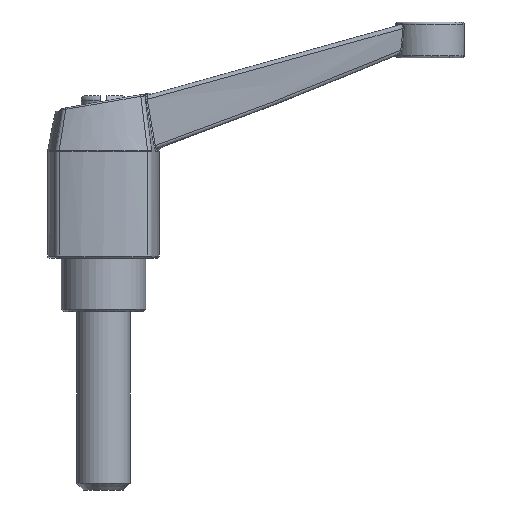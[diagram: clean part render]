
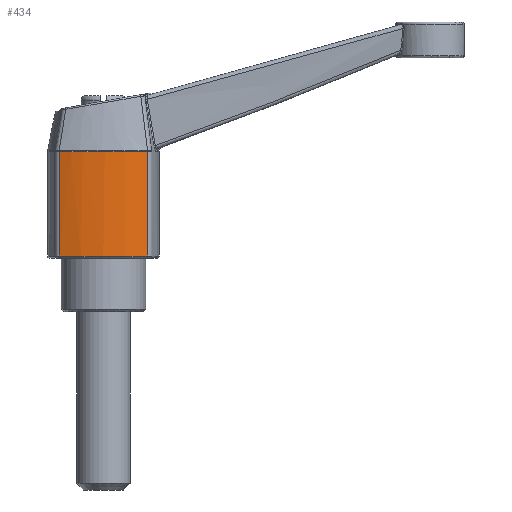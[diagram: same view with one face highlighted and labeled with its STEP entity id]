
A CAD part, front view. The second image highlights one B-rep face of the part: STEP entity #434.
In plain terms, the highlighted cylindrical face has radius 30.655 mm (diameter 61.31 mm), a partial arc.
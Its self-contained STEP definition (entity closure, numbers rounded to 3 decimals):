
#434 = ADVANCED_FACE( '', ( #889 ), #890, .T. );
#889 = FACE_OUTER_BOUND( '', #8205, .T. );
#890 = CYLINDRICAL_SURFACE( '', #8206, 30.655 );
#8205 = EDGE_LOOP( '', ( #9945, #9946, #9947, #9948 ) );
#8206 = AXIS2_PLACEMENT_3D( '', #9949, #9950, #9951 );
#9945 = ORIENTED_EDGE( '', *, *, #10249, .T. );
#9946 = ORIENTED_EDGE( '', *, *, #10082, .T. );
#9947 = ORIENTED_EDGE( '', *, *, #10123, .T. );
#9948 = ORIENTED_EDGE( '', *, *, #10116, .T. );
#9949 = CARTESIAN_POINT( '', ( 0., 18.155, 0. ) );
#9950 = DIRECTION( '', ( 0., 0., 1. ) );
#9951 = DIRECTION( '', ( -1., 0., 0. ) );
#10082 = EDGE_CURVE( '', #10578, #10583, #10585, .F. );
#10116 = EDGE_CURVE( '', #10628, #10640, #10642, .T. );
#10123 = EDGE_CURVE( '', #10583, #10628, #10653, .F. );
#10249 = EDGE_CURVE( '', #10640, #10578, #10864, .T. );
#10578 = VERTEX_POINT( '', #11304 );
#10583 = VERTEX_POINT( '', #11309 );
#10585 = CIRCLE( '', #11311, 30.655 );
#10628 = VERTEX_POINT( '', #11507 );
#10640 = VERTEX_POINT( '', #11651 );
#10642 = B_SPLINE_CURVE_WITH_KNOTS( '', 3, ( #11656, #11657, #11658, #11659, #11660, #11661, #11662, #11663, #11664, #11665, #11666, #11667, #11668, #11669, #11670, #11671, #11672, #11673, #11674, #11675, #11676, #11677, #11678, #11679, #11680, #11681, #11682, #11683, #11684, #11685, #11686, #11687, #11688, #11689, #11690, #11691, #11692, #11693, #11694, #11695, #11696, #11697, #11698, #11699 ), .UNSPECIFIED., .F., .F., ( 4, 2, 2, 1, 1, 2, 2, 2, 2, 1, 2, 2, 1, 1, 2, 2, 1, 2, 2, 1, 2, 2, 1, 2, 2, 4 ), ( 0., 0.001, 0.001, 0.003, 0.004, 0.005, 0.006, 0.007, 0.008, 0.009, 0.01, 0.01, 0.011, 0.011, 0.012, 0.012, 0.012, 0.013, 0.013, 0.014, 0.015, 0.016, 0.016, 0.018, 0.019, 0.02 ), .UNSPECIFIED. );
#10653 = LINE( '', #11726, #11727 );
#10864 = LINE( '', #12727, #12728 );
#11304 = CARTESIAN_POINT( '', ( -9.917, -10.851, 0.5 ) );
#11309 = CARTESIAN_POINT( '', ( 9.917, -10.851, 0.5 ) );
#11311 = AXIS2_PLACEMENT_3D( '', #15797, #15798, #15799 );
#11507 = CARTESIAN_POINT( '', ( 9.917, -10.851, 23.881 ) );
#11651 = CARTESIAN_POINT( '', ( -9.917, -10.851, 23.846 ) );
#11656 = CARTESIAN_POINT( '', ( 9.917, -10.851, 23.881 ) );
#11657 = CARTESIAN_POINT( '', ( 9.717, -10.92, 23.882 ) );
#11658 = CARTESIAN_POINT( '', ( 9.516, -10.986, 23.882 ) );
#11659 = CARTESIAN_POINT( '', ( 9.113, -11.115, 23.883 ) );
#11660 = CARTESIAN_POINT( '', ( 8.912, -11.177, 23.883 ) );
#11661 = CARTESIAN_POINT( '', ( 8.306, -11.356, 23.884 ) );
#11662 = CARTESIAN_POINT( '', ( 7.495, -11.578, 23.885 ) );
#11663 = CARTESIAN_POINT( '', ( 6.271, -11.861, 23.886 ) );
#11664 = CARTESIAN_POINT( '', ( 5.449, -12.015, 23.887 ) );
#11665 = CARTESIAN_POINT( '', ( 4.624, -12.152, 23.887 ) );
#11666 = CARTESIAN_POINT( '', ( 4.21, -12.212, 23.887 ) );
#11667 = CARTESIAN_POINT( '', ( 3.587, -12.29, 23.887 ) );
#11668 = CARTESIAN_POINT( '', ( 3.379, -12.314, 23.887 ) );
#11669 = CARTESIAN_POINT( '', ( 2.962, -12.357, 23.887 ) );
#11670 = CARTESIAN_POINT( '', ( 2.754, -12.377, 23.887 ) );
#11671 = CARTESIAN_POINT( '', ( 2.127, -12.429, 23.887 ) );
#11672 = CARTESIAN_POINT( '', ( 1.288, -12.482, 23.886 ) );
#11673 = CARTESIAN_POINT( '', ( 0.443, -12.5, 23.885 ) );
#11674 = CARTESIAN_POINT( '', ( -0.087, -12.5, 23.884 ) );
#11675 = CARTESIAN_POINT( '', ( -0.193, -12.5, 23.884 ) );
#11676 = CARTESIAN_POINT( '', ( -0.404, -12.498, 23.884 ) );
#11677 = CARTESIAN_POINT( '', ( -0.722, -12.493, 23.883 ) );
#11678 = CARTESIAN_POINT( '', ( -1.146, -12.48, 23.882 ) );
#11679 = CARTESIAN_POINT( '', ( -1.463, -12.465, 23.882 ) );
#11680 = CARTESIAN_POINT( '', ( -1.622, -12.457, 23.881 ) );
#11681 = CARTESIAN_POINT( '', ( -1.675, -12.454, 23.881 ) );
#11682 = CARTESIAN_POINT( '', ( -1.78, -12.448, 23.881 ) );
#11683 = CARTESIAN_POINT( '', ( -2.045, -12.433, 23.88 ) );
#11684 = CARTESIAN_POINT( '', ( -2.308, -12.414, 23.88 ) );
#11685 = CARTESIAN_POINT( '', ( -2.729, -12.379, 23.878 ) );
#11686 = CARTESIAN_POINT( '', ( -2.939, -12.359, 23.878 ) );
#11687 = CARTESIAN_POINT( '', ( -3.359, -12.316, 23.877 ) );
#11688 = CARTESIAN_POINT( '', ( -3.987, -12.245, 23.875 ) );
#11689 = CARTESIAN_POINT( '', ( -4.61, -12.154, 23.873 ) );
#11690 = CARTESIAN_POINT( '', ( -5.232, -12.051, 23.87 ) );
#11691 = CARTESIAN_POINT( '', ( -5.439, -12.014, 23.869 ) );
#11692 = CARTESIAN_POINT( '', ( -5.851, -11.937, 23.868 ) );
#11693 = CARTESIAN_POINT( '', ( -6.469, -11.815, 23.865 ) );
#11694 = CARTESIAN_POINT( '', ( -7.083, -11.673, 23.862 ) );
#11695 = CARTESIAN_POINT( '', ( -7.899, -11.468, 23.858 ) );
#11696 = CARTESIAN_POINT( '', ( -8.305, -11.357, 23.856 ) );
#11697 = CARTESIAN_POINT( '', ( -9.114, -11.117, 23.851 ) );
#11698 = CARTESIAN_POINT( '', ( -9.516, -10.989, 23.848 ) );
#11699 = CARTESIAN_POINT( '', ( -9.917, -10.851, 23.846 ) );
#11726 = CARTESIAN_POINT( '', ( 9.917, -10.851, 0. ) );
#11727 = VECTOR( '', #15837, 1000. );
#12727 = CARTESIAN_POINT( '', ( -9.917, -10.851, 0. ) );
#12728 = VECTOR( '', #15920, 1000. );
#15797 = CARTESIAN_POINT( '', ( 0., 18.155, 0.5 ) );
#15798 = DIRECTION( '', ( 0., 0., -1. ) );
#15799 = DIRECTION( '', ( -1., 0., 0. ) );
#15837 = DIRECTION( '', ( 0., 0., -1. ) );
#15920 = DIRECTION( '', ( 0., 0., -1. ) );
